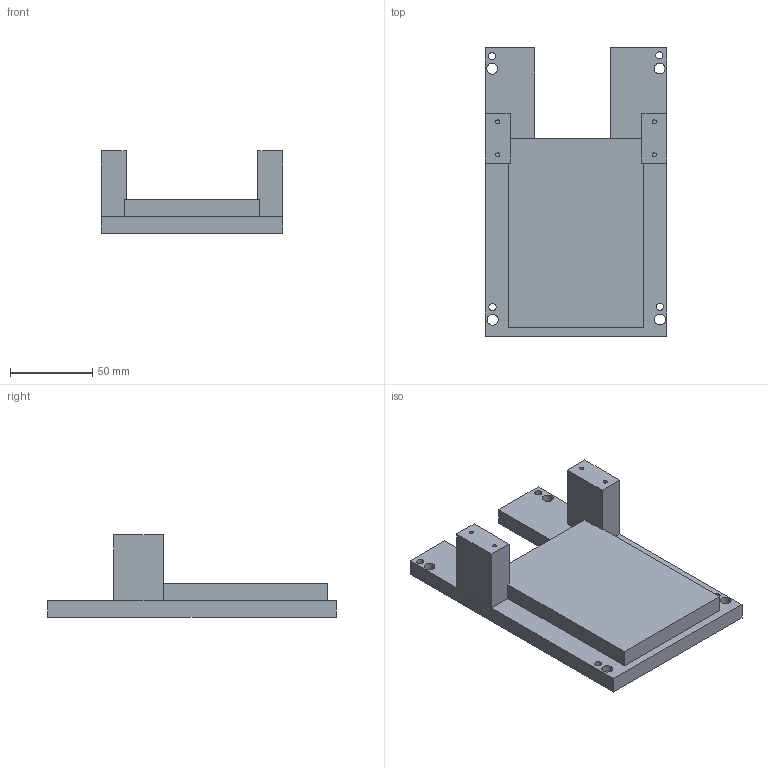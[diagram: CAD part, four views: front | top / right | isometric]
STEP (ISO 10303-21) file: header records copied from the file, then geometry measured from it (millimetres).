
FILE_DESCRIPTION(('FreeCAD Model'),'2;1');
FILE_NAME('base design clean.step', '2020-11-13T15:35:49',('Author'),(''), 'Open CASCADE STEP processor 7.3','FreeCAD','Unknown');
FILE_SCHEMA(('AUTOMOTIVE_DESIGN { 1 0 10303 214 1 1 1 1 }'));
Length unit declared in the file: millimetre
Products named in the file (1): Body
Bounding box: 110 x 175 x 50 mm (x, y, z)
Volume: 293738.5 mm3; surface area: 52917.7 mm2
Topology: 1 solids, 1 shells, 44 faces, 108 edges, 70 vertices
Faces by surface type: plane 32, cylinder 12
Full cylindrical faces by diameter (mm): 2.5 x4, 4.32 x4, 6.6 x4
Entity records: 2769 total; most frequent: CARTESIAN_POINT 487, DIRECTION 430, LINE 276, VECTOR 276, ORIENTED_EDGE 216, PCURVE 216, DEFINITIONAL_REPRESENTATION 216, EDGE_CURVE 108
